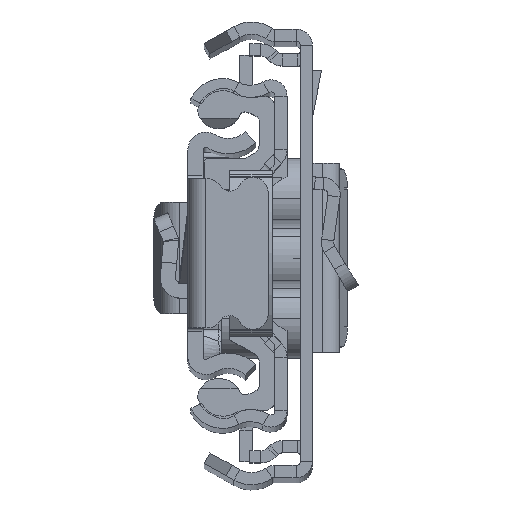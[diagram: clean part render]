
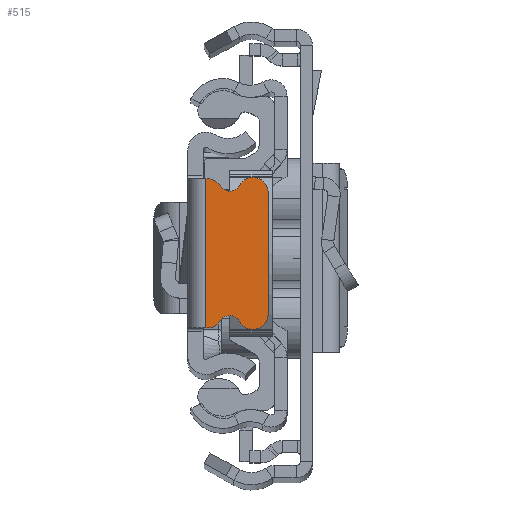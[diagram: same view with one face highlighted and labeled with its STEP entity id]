
A CAD part, top view. The second image highlights one B-rep face of the part: STEP entity #515.
In plain terms, the highlighted planar face has unit normal (0, 0, 1).
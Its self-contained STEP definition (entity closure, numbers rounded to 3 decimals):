
#61 = CARTESIAN_POINT ( 'NONE',  ( -6.429, 6., 0. ) ) ;
#309 = CARTESIAN_POINT ( 'NONE',  ( -7.929, -6., 0. ) ) ;
#431 = EDGE_CURVE ( 'NONE', #12517, #10130, #14807, .T. ) ;
#515 = ADVANCED_FACE ( 'NONE', ( #1192 ), #1045, .T. ) ;
#881 = AXIS2_PLACEMENT_3D ( 'NONE', #18713, #8907, #14678 ) ;
#1045 = PLANE ( 'NONE',  #21651 ) ;
#1192 = FACE_OUTER_BOUND ( 'NONE', #23285, .T. ) ;
#1270 = DIRECTION ( 'NONE',  ( 1., 0., 0. ) ) ;
#1303 = DIRECTION ( 'NONE',  ( -1., 0., 0. ) ) ;
#1495 = VERTEX_POINT ( 'NONE', #5525 ) ;
#1639 = CARTESIAN_POINT ( 'NONE',  ( -3.206, -6.658, 0. ) ) ;
#2441 = VERTEX_POINT ( 'NONE', #21475 ) ;
#2665 = DIRECTION ( 'NONE',  ( 0., 0., 1. ) ) ;
#2835 = CIRCLE ( 'NONE', #8750, 1.5 ) ;
#3067 = ORIENTED_EDGE ( 'NONE', *, *, #16372, .T. ) ;
#3279 = VERTEX_POINT ( 'NONE', #1639 ) ;
#3411 = CARTESIAN_POINT ( 'NONE',  ( -1.929, 7.37, 0. ) ) ;
#4226 = VECTOR ( 'NONE', #1270, 1000. ) ;
#4639 = CARTESIAN_POINT ( 'NONE',  ( -1.75, -7.37, 0. ) ) ;
#4949 = CARTESIAN_POINT ( 'NONE',  ( -7.929, 6., 0. ) ) ;
#5280 = CARTESIAN_POINT ( 'NONE',  ( -1.929, -5.87, 0. ) ) ;
#5525 = CARTESIAN_POINT ( 'NONE',  ( -3.206, 6.658, 0. ) ) ;
#5757 = ORIENTED_EDGE ( 'NONE', *, *, #25145, .T. ) ;
#6049 = ORIENTED_EDGE ( 'NONE', *, *, #7317, .T. ) ;
#7317 = EDGE_CURVE ( 'NONE', #10130, #3279, #19621, .T. ) ;
#7530 = CARTESIAN_POINT ( 'NONE',  ( -1.929, -7.37, 0. ) ) ;
#7759 = ORIENTED_EDGE ( 'NONE', *, *, #13351, .F. ) ;
#7925 = AXIS2_PLACEMENT_3D ( 'NONE', #5280, #11247, #19417 ) ;
#8003 = VERTEX_POINT ( 'NONE', #4949 ) ;
#8016 = CIRCLE ( 'NONE', #18280, 1.1 ) ;
#8295 = ORIENTED_EDGE ( 'NONE', *, *, #16924, .T. ) ;
#8401 = CARTESIAN_POINT ( 'NONE',  ( -5.109, -6.713, 0. ) ) ;
#8738 = DIRECTION ( 'NONE',  ( 0., 0., 1. ) ) ;
#8750 = AXIS2_PLACEMENT_3D ( 'NONE', #21060, #8738, #10762 ) ;
#8907 = DIRECTION ( 'NONE',  ( 0., 0., -1. ) ) ;
#9378 = LINE ( 'NONE', #7530, #22520 ) ;
#10130 = VERTEX_POINT ( 'NONE', #8401 ) ;
#10758 = DIRECTION ( 'NONE',  ( 1., 0., 0. ) ) ;
#10762 = DIRECTION ( 'NONE',  ( -1., 0., 0. ) ) ;
#11247 = DIRECTION ( 'NONE',  ( 0., 0., 1. ) ) ;
#11771 = ORIENTED_EDGE ( 'NONE', *, *, #12189, .T. ) ;
#12170 = VECTOR ( 'NONE', #25881, 1000. ) ;
#12189 = EDGE_CURVE ( 'NONE', #20901, #1495, #2835, .T. ) ;
#12416 = ORIENTED_EDGE ( 'NONE', *, *, #431, .T. ) ;
#12517 = VERTEX_POINT ( 'NONE', #24119 ) ;
#12875 = CARTESIAN_POINT ( 'NONE',  ( -1.929, 7.37, 0. ) ) ;
#12921 = CARTESIAN_POINT ( 'NONE',  ( -4.142, 7.236, 0. ) ) ;
#13137 = DIRECTION ( 'NONE',  ( 1., 0., 0. ) ) ;
#13185 = CIRCLE ( 'NONE', #13626, 1.5 ) ;
#13351 = EDGE_CURVE ( 'NONE', #25006, #15441, #17600, .T. ) ;
#13556 = DIRECTION ( 'NONE',  ( 0., 0., 1. ) ) ;
#13626 = AXIS2_PLACEMENT_3D ( 'NONE', #61, #14150, #22319 ) ;
#14150 = DIRECTION ( 'NONE',  ( 0., 0., 1. ) ) ;
#14678 = DIRECTION ( 'NONE',  ( -1., 0., 0. ) ) ;
#14807 = CIRCLE ( 'NONE', #16915, 1.5 ) ;
#15441 = VERTEX_POINT ( 'NONE', #4639 ) ;
#16372 = EDGE_CURVE ( 'NONE', #8003, #12517, #16686, .T. ) ;
#16409 = DIRECTION ( 'NONE',  ( 0., -1., 0. ) ) ;
#16424 = CARTESIAN_POINT ( 'NONE',  ( -1.75, 7.37, 0. ) ) ;
#16686 = LINE ( 'NONE', #309, #24608 ) ;
#16814 = DIRECTION ( 'NONE',  ( 0., 0., -1. ) ) ;
#16915 = AXIS2_PLACEMENT_3D ( 'NONE', #18930, #2665, #10758 ) ;
#16924 = EDGE_CURVE ( 'NONE', #3279, #22258, #21589, .T. ) ;
#17315 = CARTESIAN_POINT ( 'NONE',  ( -1.75, 0., 0. ) ) ;
#17600 = LINE ( 'NONE', #17315, #12170 ) ;
#17724 = CARTESIAN_POINT ( 'NONE',  ( 294.071, 0., 0. ) ) ;
#18280 = AXIS2_PLACEMENT_3D ( 'NONE', #12921, #16814, #18852 ) ;
#18711 = ORIENTED_EDGE ( 'NONE', *, *, #24959, .F. ) ;
#18713 = CARTESIAN_POINT ( 'NONE',  ( -4.142, -7.236, 0. ) ) ;
#18852 = DIRECTION ( 'NONE',  ( 1., 0., 0. ) ) ;
#18930 = CARTESIAN_POINT ( 'NONE',  ( -6.429, -6., 0. ) ) ;
#19239 = EDGE_CURVE ( 'NONE', #2441, #8003, #13185, .T. ) ;
#19417 = DIRECTION ( 'NONE',  ( 1., 0., 0. ) ) ;
#19535 = LINE ( 'NONE', #3411, #4226 ) ;
#19621 = CIRCLE ( 'NONE', #881, 1.1 ) ;
#20901 = VERTEX_POINT ( 'NONE', #12875 ) ;
#21060 = CARTESIAN_POINT ( 'NONE',  ( -1.929, 5.87, 0. ) ) ;
#21367 = ORIENTED_EDGE ( 'NONE', *, *, #19239, .T. ) ;
#21475 = CARTESIAN_POINT ( 'NONE',  ( -5.109, 6.713, 0. ) ) ;
#21589 = CIRCLE ( 'NONE', #7925, 1.5 ) ;
#21651 = AXIS2_PLACEMENT_3D ( 'NONE', #17724, #13556, #13137 ) ;
#21773 = ORIENTED_EDGE ( 'NONE', *, *, #23270, .F. ) ;
#22258 = VERTEX_POINT ( 'NONE', #23114 ) ;
#22319 = DIRECTION ( 'NONE',  ( -1., 0., 0. ) ) ;
#22520 = VECTOR ( 'NONE', #1303, 1000. ) ;
#23114 = CARTESIAN_POINT ( 'NONE',  ( -1.929, -7.37, 0. ) ) ;
#23270 = EDGE_CURVE ( 'NONE', #15441, #22258, #9378, .T. ) ;
#23285 = EDGE_LOOP ( 'NONE', ( #7759, #18711, #11771, #5757, #21367, #3067, #12416, #6049, #8295, #21773 ) ) ;
#24119 = CARTESIAN_POINT ( 'NONE',  ( -7.929, -6., 0. ) ) ;
#24608 = VECTOR ( 'NONE', #16409, 1000. ) ;
#24959 = EDGE_CURVE ( 'NONE', #20901, #25006, #19535, .T. ) ;
#25006 = VERTEX_POINT ( 'NONE', #16424 ) ;
#25145 = EDGE_CURVE ( 'NONE', #1495, #2441, #8016, .T. ) ;
#25881 = DIRECTION ( 'NONE',  ( 0., -1., 0. ) ) ;
